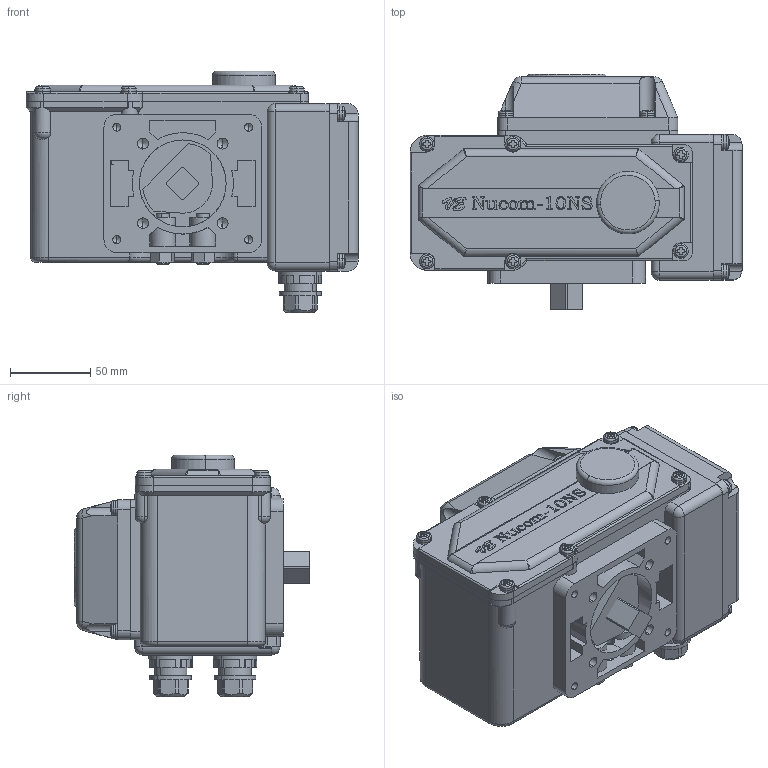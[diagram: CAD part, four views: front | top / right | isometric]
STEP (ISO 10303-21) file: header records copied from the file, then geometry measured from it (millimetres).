
FILE_DESCRIPTION (( 'STEP AP203' ), '1' );
FILE_NAME ('Nucom-10NS.STEP', '2016-12-19T05:23:06', ( '梶山' ), ( 'コーエイ工業' ), 'SwSTEP 2.0', 'SolidWorks 2009', '' );
FILE_SCHEMA (( 'CONFIG_CONTROL_DESIGN' ));
Products named in the file (1): Nucom-10NS
Bounding box: 206.5 x 146.5 x 150.3 mm (x, y, z)
Volume: 1958582.3 mm3; surface area: 237959.7 mm2
Topology: 42 solids, 42 shells, 1409 faces, 3684 edges, 2373 vertices
Faces by surface type: plane 640, cylinder 430, bspline 186, cone 72, torus 44, sphere 37
Entity records: 51247 total; most frequent: CARTESIAN_POINT 17354, ORIENTED_EDGE 7266, DIRECTION 6694, EDGE_CURVE 3633, AXIS2_PLACEMENT_3D 2399, VERTEX_POINT 2373, VECTOR 1896, LINE 1896
